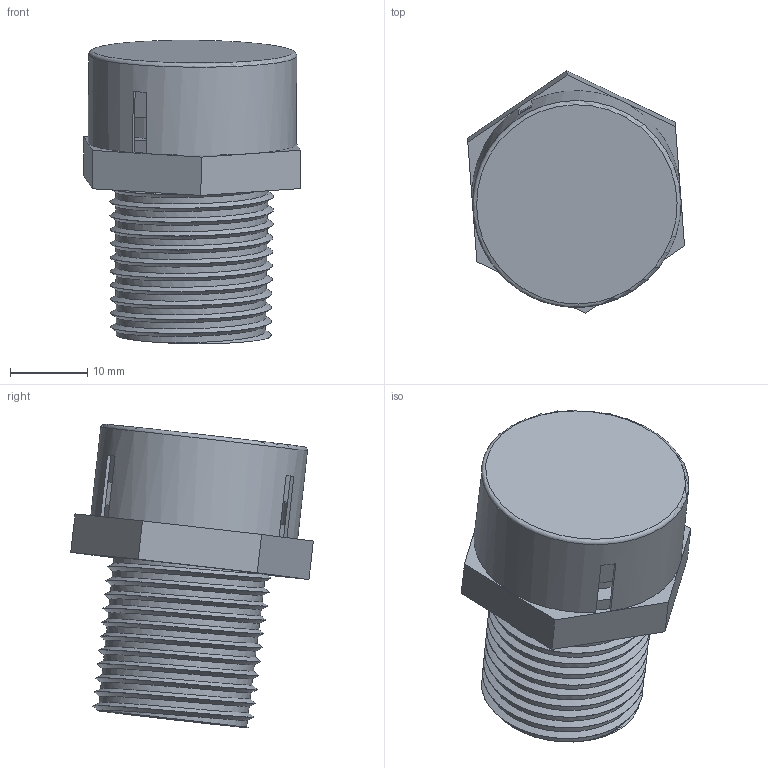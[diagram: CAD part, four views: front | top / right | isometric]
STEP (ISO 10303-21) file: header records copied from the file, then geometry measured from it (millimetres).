
FILE_DESCRIPTION(/* description */ (''),/* implementation_level */ '2;1');
FILE_NAME(/* name */ '75001013-RST.stp',/* time_stamp */ '2021-09-15T13:06:19+02:00',/* author */ ('sl'),/* organization */ (''),/* preprocessor_version */ 'ST-DEVELOPER v16.5',/* originating_system */ 'Autodesk Inventor 2017',/* authorisation */ '');
FILE_SCHEMA (('AUTOMOTIVE_DESIGN { 1 0 10303 214 3 1 1 }'));
Length unit declared in the file: millimetre
Products named in the file (3): 7x001013; cap; 7x001013_1
Assembly tree (2 placements, depth 2):
  7x001013
    cap
    7x001013_1
Bounding box: 28.13 x 31.45 x 39.35 mm (x, y, z)
Volume: 10505.4 mm3; surface area: 9118.6 mm2
Topology: 2 solids, 2 shells, 53 faces, 117 edges, 75 vertices
Faces by surface type: plane 30, cylinder 10, cone 6, bspline 4, torus 3
Full cylindrical faces by diameter (mm): 8 x1, 13.77 x1, 14.15 x1, 21.5 x1, 21.624 x1, 24.244 x1, 26 x3, 27 x1
Entity records: 4558 total; most frequent: CARTESIAN_POINT 3371, DIRECTION 234, ORIENTED_EDGE 192, EDGE_CURVE 96, AXIS2_PLACEMENT_3D 96, EDGE_LOOP 79, VERTEX_POINT 71, FACE_OUTER_BOUND 53
